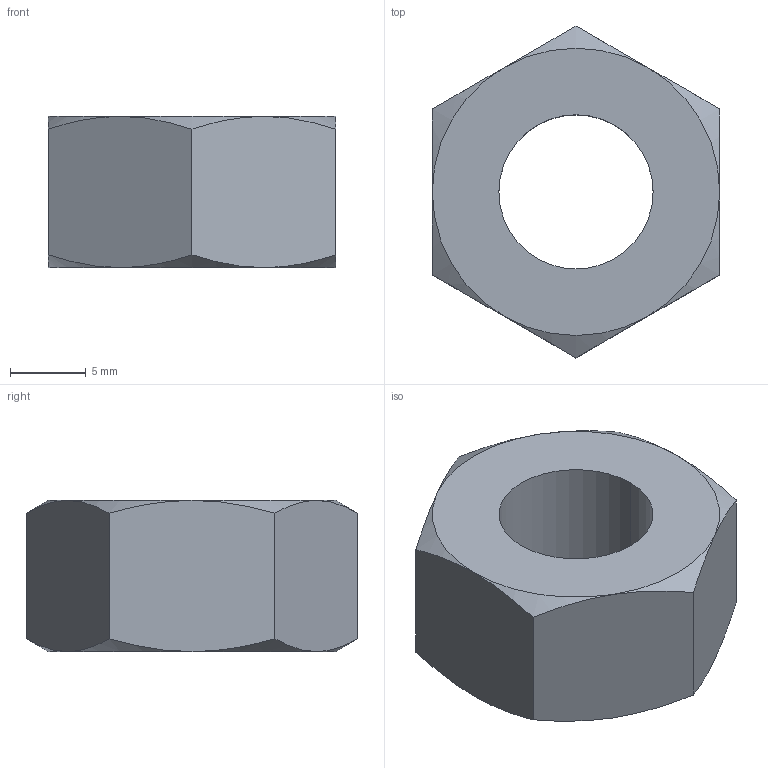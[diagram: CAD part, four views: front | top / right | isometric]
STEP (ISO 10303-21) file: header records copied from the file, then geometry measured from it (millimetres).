
FILE_DESCRIPTION(('Creo Elements/Direct Modeling STEP Export'),'2;1');
FILE_NAME('3397145.stp','2024-05-02T17:12:25',(''),(''),'Creo Elements/Direct Modeling STEP processor for AP214 (Solid Model)','Creo Elements/Direct Modeling 18.0B 02-Dec-2011 (C) Parametric Technology GmbH','');
FILE_SCHEMA(('AUTOMOTIVE_DESIGN { 1 0 10303 214 1 1 1 1 }'));
Length unit declared in the file: millimetre
Products named in the file (1): Mutter_M_12_DIN_934.3
Bounding box: 19 x 21.94 x 10 mm (x, y, z)
Volume: 2294.3 mm3; surface area: 1411.2 mm2
Topology: 1 solids, 1 shells, 22 faces, 48 edges, 28 vertices
Faces by surface type: cone 12, plane 8, cylinder 2
Entity records: 1366 total; most frequent: CARTESIAN_POINT 927, ORIENTED_EDGE 96, DIRECTION 50, EDGE_CURVE 48, VERTEX_POINT 28, B_SPLINE_CURVE_WITH_KNOTS 24, SURFACE_CURVE 24, EDGE_LOOP 24
